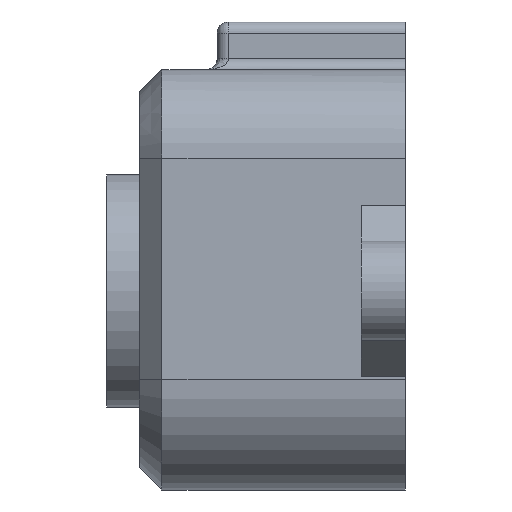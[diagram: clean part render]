
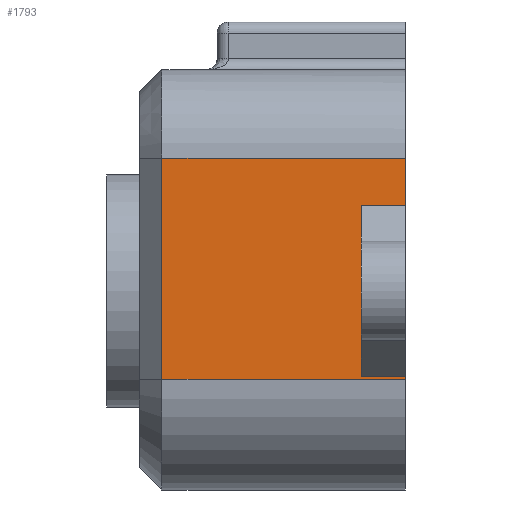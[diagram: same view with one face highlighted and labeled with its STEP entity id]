
A CAD part, left-side view. The second image highlights one B-rep face of the part: STEP entity #1793.
In plain terms, the highlighted planar face has unit normal (-1, 0, 0).
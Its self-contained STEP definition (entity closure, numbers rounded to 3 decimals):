
#29 = EDGE_CURVE ( 'NONE', #1923, #343, #855, .T. ) ;
#53 = CARTESIAN_POINT ( 'NONE',  ( -13.325, 0., -4.365 ) ) ;
#68 = DIRECTION ( 'NONE',  ( 0., -1., 0. ) ) ;
#118 = ORIENTED_EDGE ( 'NONE', *, *, #29, .F. ) ;
#176 = EDGE_CURVE ( 'NONE', #393, #1629, #762, .T. ) ;
#184 = DIRECTION ( 'NONE',  ( 0., 0., -1. ) ) ;
#246 = LINE ( 'NONE', #1775, #630 ) ;
#275 = VECTOR ( 'NONE', #2192, 1000. ) ;
#324 = LINE ( 'NONE', #2042, #1905 ) ;
#328 = DIRECTION ( 'NONE',  ( 0., 1., 0. ) ) ;
#331 = ORIENTED_EDGE ( 'NONE', *, *, #726, .T. ) ;
#343 = VERTEX_POINT ( 'NONE', #1321 ) ;
#393 = VERTEX_POINT ( 'NONE', #1672 ) ;
#408 = LINE ( 'NONE', #1579, #1754 ) ;
#414 = EDGE_CURVE ( 'NONE', #1923, #393, #1848, .T. ) ;
#421 = ORIENTED_EDGE ( 'NONE', *, *, #176, .T. ) ;
#438 = EDGE_LOOP ( 'NONE', ( #819, #952, #331, #1012, #1115, #118, #1124, #421 ) ) ;
#495 = AXIS2_PLACEMENT_3D ( 'NONE', #2050, #851, #184 ) ;
#513 = VECTOR ( 'NONE', #328, 1000. ) ;
#545 = CARTESIAN_POINT ( 'NONE',  ( -13.325, 0., -4.5 ) ) ;
#582 = CARTESIAN_POINT ( 'NONE',  ( -13.325, 2., 3.365 ) ) ;
#630 = VECTOR ( 'NONE', #68, 1000. ) ;
#655 = LINE ( 'NONE', #1681, #513 ) ;
#671 = FACE_OUTER_BOUND ( 'NONE', #438, .T. ) ;
#726 = EDGE_CURVE ( 'NONE', #2227, #1604, #246, .T. ) ;
#762 = LINE ( 'NONE', #1607, #1327 ) ;
#814 = CARTESIAN_POINT ( 'NONE',  ( -13.325, 2., 3.365 ) ) ;
#819 = ORIENTED_EDGE ( 'NONE', *, *, #2166, .T. ) ;
#851 = DIRECTION ( 'NONE',  ( 1., 0., 0. ) ) ;
#855 = LINE ( 'NONE', #1227, #2206 ) ;
#866 = EDGE_CURVE ( 'NONE', #1604, #1952, #1009, .T. ) ;
#902 = CARTESIAN_POINT ( 'NONE',  ( -13.325, 0., 5.5 ) ) ;
#952 = ORIENTED_EDGE ( 'NONE', *, *, #1331, .T. ) ;
#1009 = LINE ( 'NONE', #1724, #1393 ) ;
#1012 = ORIENTED_EDGE ( 'NONE', *, *, #866, .T. ) ;
#1014 = PLANE ( 'NONE',  #495 ) ;
#1032 = DIRECTION ( 'NONE',  ( 0., 0., 1. ) ) ;
#1065 = DIRECTION ( 'NONE',  ( 0., -1., 0. ) ) ;
#1115 = ORIENTED_EDGE ( 'NONE', *, *, #1441, .F. ) ;
#1124 = ORIENTED_EDGE ( 'NONE', *, *, #414, .T. ) ;
#1227 = CARTESIAN_POINT ( 'NONE',  ( -13.325, 2., -4.365 ) ) ;
#1321 = CARTESIAN_POINT ( 'NONE',  ( -13.325, 2., -4.365 ) ) ;
#1327 = VECTOR ( 'NONE', #1766, 1000. ) ;
#1331 = EDGE_CURVE ( 'NONE', #1564, #2227, #324, .T. ) ;
#1393 = VECTOR ( 'NONE', #1032, 1000. ) ;
#1441 = EDGE_CURVE ( 'NONE', #343, #1952, #408, .T. ) ;
#1546 = DIRECTION ( 'NONE',  ( 0., 0., -1. ) ) ;
#1564 = VERTEX_POINT ( 'NONE', #2086 ) ;
#1579 = CARTESIAN_POINT ( 'NONE',  ( -13.325, 2., -4.365 ) ) ;
#1604 = VERTEX_POINT ( 'NONE', #545 ) ;
#1607 = CARTESIAN_POINT ( 'NONE',  ( -13.325, 0., 9.5 ) ) ;
#1629 = VERTEX_POINT ( 'NONE', #902 ) ;
#1672 = CARTESIAN_POINT ( 'NONE',  ( -13.325, 0., 3.365 ) ) ;
#1681 = CARTESIAN_POINT ( 'NONE',  ( -13.325, 12., 5.5 ) ) ;
#1724 = CARTESIAN_POINT ( 'NONE',  ( -13.325, 0., 9.5 ) ) ;
#1733 = DIRECTION ( 'NONE',  ( 0., 0., -1. ) ) ;
#1754 = VECTOR ( 'NONE', #1065, 1000. ) ;
#1766 = DIRECTION ( 'NONE',  ( 0., 0., 1. ) ) ;
#1775 = CARTESIAN_POINT ( 'NONE',  ( -13.325, 12., -4.5 ) ) ;
#1793 = ADVANCED_FACE ( 'NONE', ( #671 ), #1014, .F. ) ;
#1848 = LINE ( 'NONE', #814, #275 ) ;
#1905 = VECTOR ( 'NONE', #1546, 1000. ) ;
#1923 = VERTEX_POINT ( 'NONE', #582 ) ;
#1952 = VERTEX_POINT ( 'NONE', #53 ) ;
#2042 = CARTESIAN_POINT ( 'NONE',  ( -13.325, 11., 9.5 ) ) ;
#2045 = CARTESIAN_POINT ( 'NONE',  ( -13.325, 11., -4.5 ) ) ;
#2050 = CARTESIAN_POINT ( 'NONE',  ( -13.325, 12., 9.5 ) ) ;
#2086 = CARTESIAN_POINT ( 'NONE',  ( -13.325, 11., 5.5 ) ) ;
#2166 = EDGE_CURVE ( 'NONE', #1629, #1564, #655, .T. ) ;
#2192 = DIRECTION ( 'NONE',  ( 0., -1., 0. ) ) ;
#2206 = VECTOR ( 'NONE', #1733, 1000. ) ;
#2227 = VERTEX_POINT ( 'NONE', #2045 ) ;
